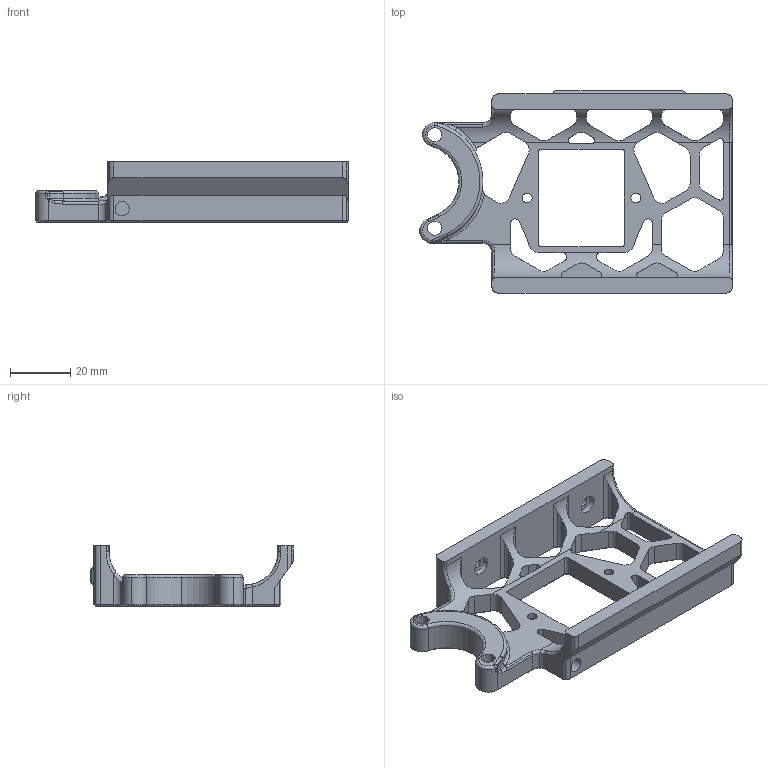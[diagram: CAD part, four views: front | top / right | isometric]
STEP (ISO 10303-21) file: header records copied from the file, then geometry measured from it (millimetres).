
FILE_DESCRIPTION (( 'STEP AP214' ), '1' );
FILE_NAME ('Front_Back_Skirt_Tensioner_Mod_300_C14_Socket_a.STEP', '2023-01-15T23:23:06', ( '' ), ( '' ), 'SwSTEP 2.0', 'SolidWorks 2023', '' );
FILE_SCHEMA (( 'AUTOMOTIVE_DESIGN' ));
Length unit declared in the file: millimetre
Products named in the file (1): Front_Back_Skirt_Tensioner_Mod_300_C14_Socket_a
Bounding box: 103.65 x 67 x 20 mm (x, y, z)
Volume: 30998.1 mm3; surface area: 18292.1 mm2
Topology: 1 solids, 1 shells, 418 faces, 1088 edges, 666 vertices
Faces by surface type: cylinder 158, plane 142, cone 95, torus 13, bspline 10
Entity records: 13726 total; most frequent: CARTESIAN_POINT 3555, ORIENTED_EDGE 2172, DIRECTION 2111, EDGE_CURVE 1086, AXIS2_PLACEMENT_3D 767, VERTEX_POINT 666, LINE 577, VECTOR 577
